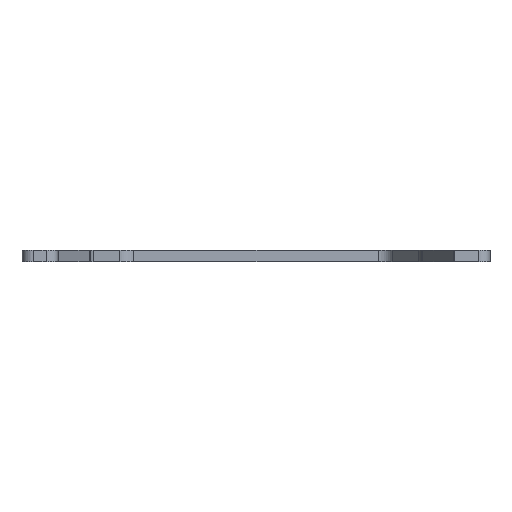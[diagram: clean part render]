
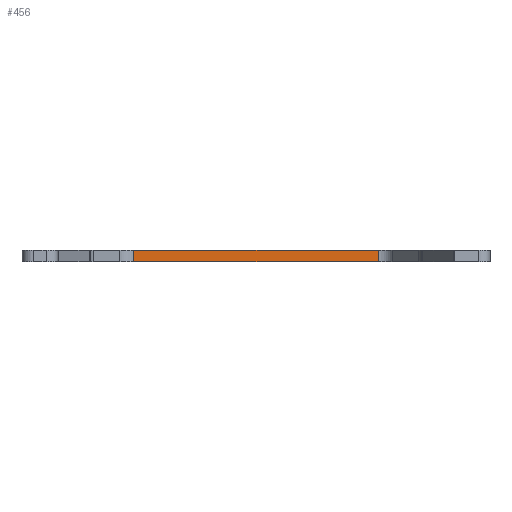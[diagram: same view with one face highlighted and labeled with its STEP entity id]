
A CAD part, front view. The second image highlights one B-rep face of the part: STEP entity #456.
In plain terms, the highlighted planar face has unit normal (0, -1, 0).
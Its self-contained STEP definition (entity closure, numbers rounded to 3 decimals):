
#39=PLANE('',#1851);
#82=LINE('',#17372,#178);
#83=LINE('',#17376,#179);
#84=LINE('',#17378,#180);
#85=LINE('',#17380,#181);
#178=VECTOR('',#2106,1.);
#179=VECTOR('',#2111,1.);
#180=VECTOR('',#2112,1.);
#181=VECTOR('',#2113,1.);
#456=ADVANCED_FACE('',(#565),#39,.T.);
#565=FACE_OUTER_BOUND('',#654,.T.);
#654=EDGE_LOOP('',(#920,#921,#922,#923));
#920=ORIENTED_EDGE('',*,*,#1572,.F.);
#921=ORIENTED_EDGE('',*,*,#1573,.F.);
#922=ORIENTED_EDGE('',*,*,#1574,.T.);
#923=ORIENTED_EDGE('',*,*,#1570,.T.);
#1344=VERTEX_POINT('',#17371);
#1345=VERTEX_POINT('',#17373);
#1346=VERTEX_POINT('',#17377);
#1347=VERTEX_POINT('',#17379);
#1570=EDGE_CURVE('',#1345,#1344,#82,.T.);
#1572=EDGE_CURVE('',#1346,#1344,#83,.T.);
#1573=EDGE_CURVE('',#1347,#1346,#84,.T.);
#1574=EDGE_CURVE('',#1347,#1345,#85,.T.);
#1851=AXIS2_PLACEMENT_3D('',#17381,#2114,#2115);
#2106=DIRECTION('',(0.,0.,-1.));
#2111=DIRECTION('',(-1.,0.,0.));
#2112=DIRECTION('',(0.,0.,-1.));
#2113=DIRECTION('',(-1.,0.,0.));
#2114=DIRECTION('',(0.,-1.,0.));
#2115=DIRECTION('',(0.,0.,-1.));
#17371=CARTESIAN_POINT('',(-21.417,17.95,-1.));
#17372=CARTESIAN_POINT('',(-21.417,17.95,1.));
#17373=CARTESIAN_POINT('',(-21.417,17.95,1.));
#17376=CARTESIAN_POINT('',(21.416,17.95,-1.));
#17377=CARTESIAN_POINT('',(21.416,17.95,-1.));
#17378=CARTESIAN_POINT('',(21.416,17.95,1.));
#17379=CARTESIAN_POINT('',(21.416,17.95,1.));
#17380=CARTESIAN_POINT('',(21.416,17.95,1.));
#17381=CARTESIAN_POINT('',(21.416,17.95,1.));
